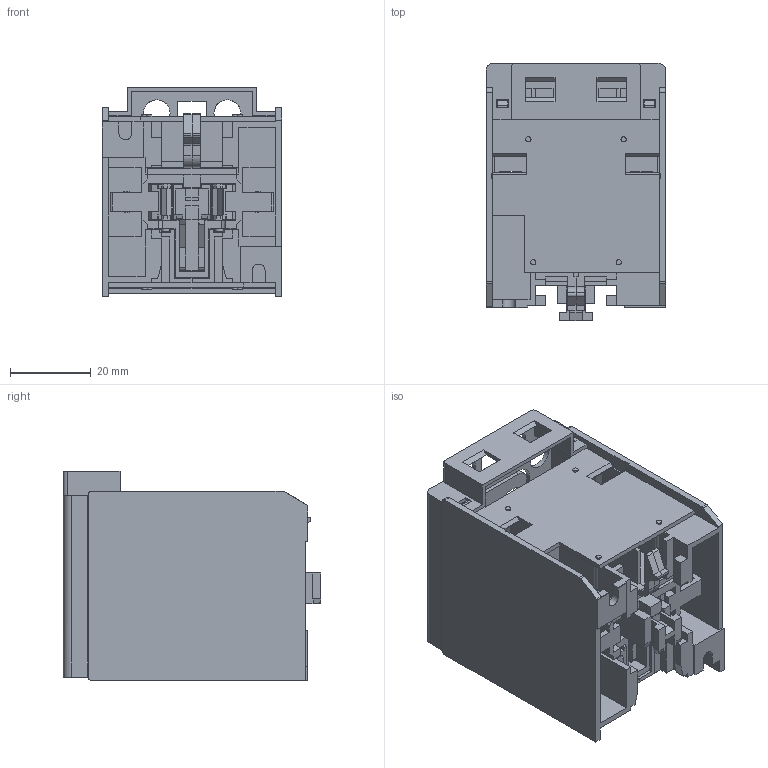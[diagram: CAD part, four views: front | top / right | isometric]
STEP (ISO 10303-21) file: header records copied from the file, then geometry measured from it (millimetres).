
FILE_DESCRIPTION((''),'2;1');
FILE_NAME('Verklinkung_CV7-11.stp', '2011-08-08T13:28:21',('User'),('SDRC'),'I-DEAS Master Series 9','UNIX', 'Yes');
FILE_SCHEMA(('CONFIG_CONTROL_DESIGN', 'GEOMETRIC_VALIDATION_PROPERTIES_MIM','SHAPE_APPEARANCE_LAYER_MIM'));
Length unit declared in the file: millimetre
Assembly tree (8 placements, depth 0):
Bounding box: 44.6 x 63.9 x 51.9 mm (x, y, z)
Volume: 36225.6 mm3; surface area: 52133.8 mm2
Topology: 8 solids, 8 shells, 1070 faces, 3049 edges, 2017 vertices
Faces by surface type: bspline 1070
Entity records: 31526 total; most frequent: CARTESIAN_POINT 13341, ORIENTED_EDGE 5698, EDGE_CURVE 2849, VERTEX_POINT 1874, B_SPLINE_CURVE_WITH_KNOTS 1358, QUASI_UNIFORM_CURVE 1173, EDGE_LOOP 1091, FACE_OUTER_BOUND 998
